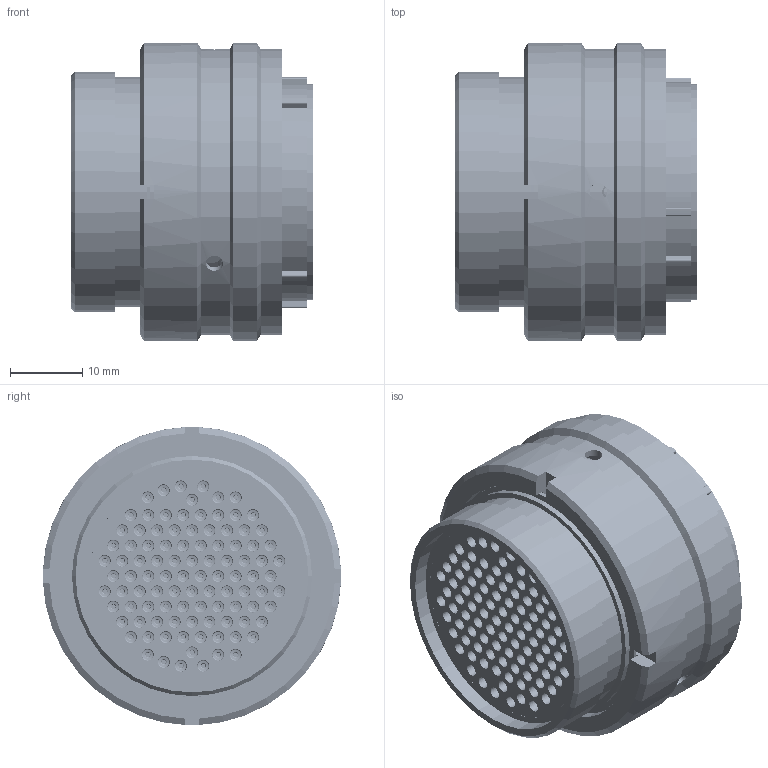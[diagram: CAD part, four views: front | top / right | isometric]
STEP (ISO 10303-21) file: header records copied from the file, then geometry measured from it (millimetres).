
FILE_DESCRIPTION (( 'STEP AP214' ), '1' );
FILE_NAME ('AS622-35PA.STEP', '2019-08-01T14:05:02', ( 'TE Connectivity' ), ( 'TE Connectivity' ), 'SwSTEP 2.0', 'SolidWorks 2016', '' );
FILE_SCHEMA (( 'AUTOMOTIVE_DESIGN' ));
Length unit declared in the file: millimetre
Products named in the file (1): AS622-35PA
Bounding box: 33.37 x 41.2 x 41.2 mm (x, y, z)
Volume: 20229.2 mm3; surface area: 26542.5 mm2
Topology: 209 solids, 209 shells, 5254 faces, 11571 edges, 7046 vertices
Faces by surface type: torus 1606, cylinder 1487, plane 1332, cone 812, bspline 9, sphere 8
Entity records: 214318 total; most frequent: CARTESIAN_POINT 35819, DIRECTION 27278, ORIENTED_EDGE 23098, AXIS2_PLACEMENT_3D 12261, EDGE_CURVE 11549, VERTEX_POINT 7032, CIRCLE 7019, EDGE_LOOP 6179
